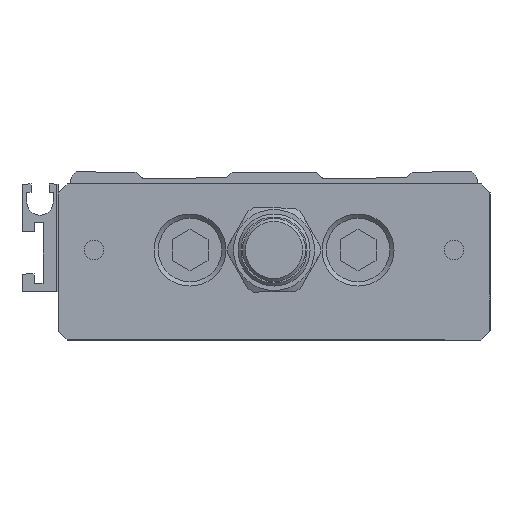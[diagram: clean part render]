
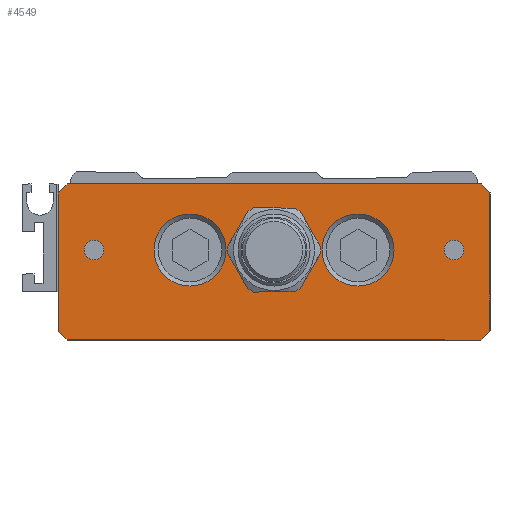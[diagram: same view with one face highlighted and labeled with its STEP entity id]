
A CAD part, left-side view. The second image highlights one B-rep face of the part: STEP entity #4549.
In plain terms, the highlighted planar face has unit normal (-1, 0, 0).
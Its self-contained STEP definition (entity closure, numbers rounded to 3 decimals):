
#3639=CARTESIAN_POINT('',(-15.,-64.,-26.5)
);
#3640=VERTEX_POINT('Vertex207',#3639);
#3647=CARTESIAN_POINT('',(-15.,-64.,-3.5)
);
#3648=VERTEX_POINT('Vertex208',#3647);
#3649=CARTESIAN_POINT('',(-15.,-64.,-15.)
);
#3650=DIRECTION('',(0.,0.,-1.));
#3651=VECTOR('',#3650,1.);
#3652=LINE('nurbsCrv277',#3649,#3651);
#3653=EDGE_CURVE('Edge277',#3648,#3640,#3652,.T.);
#3739=CARTESIAN_POINT('',(-15.,-96.624,-20.));
#3740=VERTEX_POINT('Vertex213',#3739);
#3741=CARTESIAN_POINT('',(-15.,-95.626,-19.423)
);
#3742=VERTEX_POINT('Vertex212',#3741);
#3743=CARTESIAN_POINT('',(-15.,-96.125,-19.712)
);
#3744=DIRECTION('',(0.,0.866,0.5));
#3745=VECTOR('',#3744,1.);
#3746=LINE('nurbsCrv282',#3743,#3745);
#3747=EDGE_CURVE('Edge282',#3740,#3742,#3746,.T.);
#3770=CARTESIAN_POINT('',(-15.,-103.376,-20.)
);
#3771=VERTEX_POINT('Vertex214',#3770);
#3772=CARTESIAN_POINT('',(-15.,-100.,-20.)
);
#3773=DIRECTION('',(0.,1.,0.));
#3774=VECTOR('',#3773,1.);
#3775=LINE('nurbsCrv285',#3772,#3774);
#3776=EDGE_CURVE('Edge285',#3771,#3740,#3775,.T.);
#3794=CARTESIAN_POINT('',(-15.,-104.374,-19.423)
);
#3795=VERTEX_POINT('Vertex215',#3794);
#3796=CARTESIAN_POINT('',(-15.,-103.875,-19.712)
);
#3797=DIRECTION('',(0.,0.866,-0.5));
#3798=VECTOR('',#3797,1.);
#3799=LINE('nurbsCrv287',#3796,#3798);
#3800=EDGE_CURVE('Edge287',#3795,#3771,#3799,.T.);
#3818=CARTESIAN_POINT('',(-15.,-107.75,-13.577)
);
#3819=VERTEX_POINT('Vertex216',#3818);
#3820=CARTESIAN_POINT('',(-15.,-106.062,-16.5)
);
#3821=DIRECTION('',(0.,0.5,-0.866));
#3822=VECTOR('',#3821,1.);
#3823=LINE('nurbsCrv289',#3820,#3822);
#3824=EDGE_CURVE('Edge289',#3819,#3795,#3823,.T.);
#3842=CARTESIAN_POINT('',(-15.,-107.75,-12.423)
);
#3843=VERTEX_POINT('Vertex217',#3842);
#3844=CARTESIAN_POINT('',(-15.,-107.75,-13.)
);
#3845=DIRECTION('',(0.,0.,-1.));
#3846=VECTOR('',#3845,1.);
#3847=LINE('nurbsCrv291',#3844,#3846);
#3848=EDGE_CURVE('Edge291',#3843,#3819,#3847,.T.);
#3866=CARTESIAN_POINT('',(-15.,-104.374,-6.577)
);
#3867=VERTEX_POINT('Vertex218',#3866);
#3868=CARTESIAN_POINT('',(-15.,-106.062,-9.5)
);
#3869=DIRECTION('',(0.,-0.5,-0.866));
#3870=VECTOR('',#3869,1.);
#3871=LINE('nurbsCrv293',#3868,#3870);
#3872=EDGE_CURVE('Edge293',#3867,#3843,#3871,.T.);
#3890=CARTESIAN_POINT('',(-15.,-92.25,-13.577)
);
#3891=VERTEX_POINT('Vertex219',#3890);
#3892=CARTESIAN_POINT('',(-15.,-93.938,-16.5)
);
#3893=DIRECTION('',(0.,0.5,0.866));
#3894=VECTOR('',#3893,1.);
#3895=LINE('nurbsCrv295',#3892,#3894);
#3896=EDGE_CURVE('Edge295',#3742,#3891,#3895,.T.);
#3914=CARTESIAN_POINT('',(-15.,-103.376,-6.));
#3915=VERTEX_POINT('Vertex220',#3914);
#3916=CARTESIAN_POINT('',(-15.,-103.875,-6.288)
);
#3917=DIRECTION('',(0.,-0.866,-0.5));
#3918=VECTOR('',#3917,1.);
#3919=LINE('nurbsCrv297',#3916,#3918);
#3920=EDGE_CURVE('Edge297',#3915,#3867,#3919,.T.);
#3938=CARTESIAN_POINT('',(-15.,-96.624,-6.)
);
#3939=VERTEX_POINT('Vertex221',#3938);
#3940=CARTESIAN_POINT('',(-15.,-100.,-6.)
);
#3941=DIRECTION('',(0.,-1.,0.));
#3942=VECTOR('',#3941,1.);
#3943=LINE('nurbsCrv299',#3940,#3942);
#3944=EDGE_CURVE('Edge299',#3939,#3915,#3943,.T.);
#3963=CARTESIAN_POINT('',(-15.,-95.626,-6.577)
);
#3964=VERTEX_POINT('Vertex222',#3963);
#3965=CARTESIAN_POINT('',(-15.,-96.125,-6.288)
);
#3966=DIRECTION('',(0.,-0.866,0.5));
#3967=VECTOR('',#3966,1.);
#3968=LINE('nurbsCrv301',#3965,#3967);
#3969=EDGE_CURVE('Edge301',#3964,#3939,#3968,.T.);
#3987=CARTESIAN_POINT('',(-15.,-92.25,-12.423)
);
#3988=VERTEX_POINT('Vertex223',#3987);
#3989=CARTESIAN_POINT('',(-15.,-93.938,-9.5)
);
#3990=DIRECTION('',(0.,-0.5,0.866));
#3991=VECTOR('',#3990,1.);
#3992=LINE('nurbsCrv303',#3989,#3991);
#3993=EDGE_CURVE('Edge303',#3988,#3964,#3992,.T.);
#4011=CARTESIAN_POINT('',(-15.,-92.25,-13.));
#4012=DIRECTION('',(0.,0.,1.));
#4013=VECTOR('',#4012,1.);
#4014=LINE('nurbsCrv305',#4011,#4013);
#4015=EDGE_CURVE('Edge305',#3891,#3988,#4014,.T.);
#4264=CARTESIAN_POINT('',(-15.,-130.,-11.35)
);
#4265=VERTEX_POINT('Vertex237',#4264);
#4266=CARTESIAN_POINT('',(-15.,-130.,-13.));
#4267=DIRECTION('',(1.,0.,0.));
#4268=DIRECTION('',(0.,0.,1.));
#4269=AXIS2_PLACEMENT_3D('',#4266,#4267,#4268);
#4270=CIRCLE('nurbsCrv319',#4269,1.65);
#4271=EDGE_CURVE('Edge319',#4265,#4265,#4270,.T.);
#4301=CARTESIAN_POINT('',(-15.,-70.,-11.35)
);
#4302=VERTEX_POINT('Vertex239',#4301);
#4303=CARTESIAN_POINT('',(-15.,-70.,-13.));
#4304=DIRECTION('',(1.,0.,0.));
#4305=DIRECTION('',(0.,0.,1.));
#4306=AXIS2_PLACEMENT_3D('',#4303,#4304,#4305);
#4307=CIRCLE('nurbsCrv321',#4306,1.65);
#4308=EDGE_CURVE('Edge321',#4302,#4302,#4307,.T.);
#4318=CARTESIAN_POINT('',(-15.,-114.,-7.));
#4319=VERTEX_POINT('Vertex240',#4318);
#4320=CARTESIAN_POINT('',(-15.,-114.,-13.));
#4321=DIRECTION('',(1.,0.,0.));
#4322=DIRECTION('',(0.,0.,1.));
#4323=AXIS2_PLACEMENT_3D('',#4320,#4321,#4322);
#4324=CIRCLE('nurbsCrv322',#4323,6.);
#4325=EDGE_CURVE('Edge322',#4319,#4319,#4324,.T.);
#4338=CARTESIAN_POINT('',(-15.,-86.,-7.));
#4339=VERTEX_POINT('Vertex241',#4338);
#4340=CARTESIAN_POINT('',(-15.,-86.,-13.));
#4341=DIRECTION('',(1.,0.,0.));
#4342=DIRECTION('',(0.,0.,1.));
#4343=AXIS2_PLACEMENT_3D('',#4340,#4341,#4342);
#4344=CIRCLE('nurbsCrv323',#4343,6.);
#4345=EDGE_CURVE('Edge323',#4339,#4339,#4344,.T.);
#4368=CARTESIAN_POINT('',(-15.,-65.5,-2.)
);
#4369=VERTEX_POINT('Vertex243',#4368);
#4370=CARTESIAN_POINT('',(-15.,-64.75,-2.75)
);
#4371=DIRECTION('',(0.,0.707,-0.707));
#4372=VECTOR('',#4371,1.);
#4373=LINE('nurbsCrv325',#4370,#4372);
#4374=EDGE_CURVE('Edge325',#4369,#3648,#4373,.T.);
#4398=CARTESIAN_POINT('',(-15.,-65.5,-28.)
);
#4399=VERTEX_POINT('Vertex245',#4398);
#4406=CARTESIAN_POINT('',(-15.,-64.75,-27.25)
);
#4407=DIRECTION('',(0.,-0.707,-0.707));
#4408=VECTOR('',#4407,1.);
#4409=LINE('nurbsCrv329',#4406,#4408);
#4410=EDGE_CURVE('Edge329',#3640,#4399,#4409,.T.);
#4429=CARTESIAN_POINT('',(-15.,-134.5,-28.));
#4430=VERTEX_POINT('Vertex247',#4429);
#4437=CARTESIAN_POINT('',(-15.,-100.,-28.)
);
#4438=DIRECTION('',(0.,-1.,0.));
#4439=VECTOR('',#4438,1.);
#4440=LINE('nurbsCrv332',#4437,#4439);
#4441=EDGE_CURVE('Edge332',#4399,#4430,#4440,.T.);
#4466=CARTESIAN_POINT('',(-15.,-136.,-26.5));
#4467=VERTEX_POINT('Vertex249',#4466);
#4474=CARTESIAN_POINT('',(-15.,-135.25,-27.25));
#4475=DIRECTION('',(0.,-0.707,0.707));
#4476=VECTOR('',#4475,1.);
#4477=LINE('nurbsCrv335',#4474,#4476);
#4478=EDGE_CURVE('Edge335',#4430,#4467,#4477,.T.);
#4489=CARTESIAN_POINT('',(-15.,-136.,-3.5)
);
#4490=VERTEX_POINT('Vertex251',#4489);
#4491=CARTESIAN_POINT('',(-15.,-134.5,-2.)
);
#4492=VERTEX_POINT('Vertex250',#4491);
#4493=CARTESIAN_POINT('',(-15.,-135.25,-2.75)
);
#4494=DIRECTION('',(0.,0.707,0.707));
#4495=VECTOR('',#4494,1.);
#4496=LINE('nurbsCrv336',#4493,#4495);
#4497=EDGE_CURVE('Edge336',#4490,#4492,#4496,.T.);
#4498=ORIENTED_EDGE('Edgeuse650',*,*,#4497,.T.);
#4499=CARTESIAN_POINT('',(-15.,-100.,-2.)
);
#4500=DIRECTION('',(0.,1.,0.));
#4501=VECTOR('',#4500,1.);
#4502=LINE('nurbsCrv337',#4499,#4501);
#4503=EDGE_CURVE('Edge337',#4492,#4369,#4502,.T.);
#4504=ORIENTED_EDGE('Edgeuse651',*,*,#4503,.T.);
#4505=ORIENTED_EDGE('Edgeuse652',*,*,#4374,.T.);
#4506=ORIENTED_EDGE('Edgeuse653',*,*,#3653,.T.);
#4507=ORIENTED_EDGE('Edgeuse654',*,*,#4410,.T.);
#4508=ORIENTED_EDGE('Edgeuse655',*,*,#4441,.T.);
#4509=ORIENTED_EDGE('Edgeuse656',*,*,#4478,.T.);
#4510=CARTESIAN_POINT('',(-15.,-136.,-15.)
);
#4511=DIRECTION('',(0.,0.,1.));
#4512=VECTOR('',#4511,1.);
#4513=LINE('nurbsCrv338',#4510,#4512);
#4514=EDGE_CURVE('Edge338',#4467,#4490,#4513,.T.);
#4515=ORIENTED_EDGE('Edgeuse657',*,*,#4514,.T.);
#4516=EDGE_LOOP('',(#4498,#4504,#4505,#4506,#4507,#4508,#4509,#4515));
#4517=FACE_OUTER_BOUND('',#4516,.T.);
#4518=ORIENTED_EDGE('Edgeuse658',*,*,#4271,.T.);
#4519=EDGE_LOOP('',(#4518));
#4520=FACE_BOUND('',#4519,.T.);
#4521=ORIENTED_EDGE('Edgeuse659',*,*,#4308,.T.);
#4522=EDGE_LOOP('',(#4521));
#4523=FACE_BOUND('',#4522,.T.);
#4524=ORIENTED_EDGE('Edgeuse636',*,*,#3872,.T.);
#4525=ORIENTED_EDGE('Edgeuse637',*,*,#3848,.T.);
#4526=ORIENTED_EDGE('Edgeuse638',*,*,#3824,.T.);
#4527=ORIENTED_EDGE('Edgeuse639',*,*,#3800,.T.);
#4528=ORIENTED_EDGE('Edgeuse640',*,*,#3776,.T.);
#4529=ORIENTED_EDGE('Edgeuse641',*,*,#3747,.T.);
#4530=ORIENTED_EDGE('Edgeuse642',*,*,#3896,.T.);
#4531=ORIENTED_EDGE('Edgeuse643',*,*,#4015,.T.);
#4532=ORIENTED_EDGE('Edgeuse644',*,*,#3993,.T.);
#4533=ORIENTED_EDGE('Edgeuse645',*,*,#3969,.T.);
#4534=ORIENTED_EDGE('Edgeuse646',*,*,#3944,.T.);
#4535=ORIENTED_EDGE('Edgeuse647',*,*,#3920,.T.);
#4536=EDGE_LOOP('',(#4524,#4525,#4526,#4527,#4528,#4529,#4530,#4531,#4532,#4533
,#4534,#4535));
#4537=FACE_BOUND('',#4536,.T.);
#4538=ORIENTED_EDGE('Edgeuse648',*,*,#4345,.T.);
#4539=EDGE_LOOP('',(#4538));
#4540=FACE_BOUND('',#4539,.T.);
#4541=ORIENTED_EDGE('Edgeuse649',*,*,#4325,.T.);
#4542=EDGE_LOOP('',(#4541));
#4543=FACE_BOUND('',#4542,.T.);
#4544=CARTESIAN_POINT('',(-15.,-100.,-15.)
);
#4545=DIRECTION('',(-1.,0.,0.));
#4546=DIRECTION('',(0.,-1.,0.));
#4547=AXIS2_PLACEMENT_3D('',#4544,#4545,#4546);
#4548=PLANE('nurbsSrf159',#4547);
#4549=ADVANCED_FACE('Face159',(#4517,#4520,#4523,#4537,#4540,#4543),#4548,.T.);
